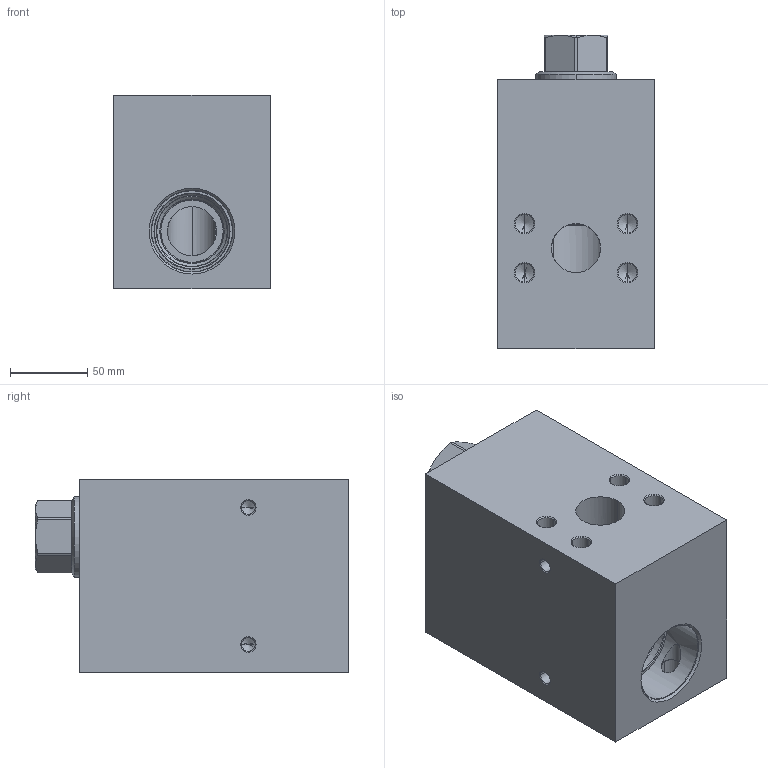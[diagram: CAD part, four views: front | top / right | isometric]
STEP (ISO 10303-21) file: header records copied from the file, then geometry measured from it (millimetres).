
FILE_DESCRIPTION((''),'2;1');
FILE_NAME('K65_ASM','2022-10-17T',('ProEService'),(''),'PRO/ENGINEER BY PARAMETRIC TECHNOLOGY CORPORATION, 2014200','PRO/ENGINEER BY PARAMETRIC TECHNOLOGY CORPORATION, 2014200','');
FILE_SCHEMA(('CONFIG_CONTROL_DESIGN'));
Length unit declared in the file: inch
Products named in the file (3): 151-931-001; CXJAXCN; K65_ASM
Assembly tree (2 placements, depth 2):
  K65_ASM
    151-931-001
    CXJAXCN
Bounding box: 101.6 x 203.2 x 125.43 mm (x, y, z)
Volume: 1897855.5 mm3; surface area: 177456.4 mm2
Topology: 4 solids, 4 shells, 235 faces, 800 edges, 675 vertices
Faces by surface type: cylinder 90, cone 79, plane 36, torus 22, revolution 8
Entity records: 9389 total; most frequent: CARTESIAN_POINT 2584, DIRECTION 1498, ORIENTED_EDGE 1078, EDGE_CURVE 539, AXIS2_PLACEMENT_3D 525, VECTOR 440, LINE 440, VERTEX_POINT 330
